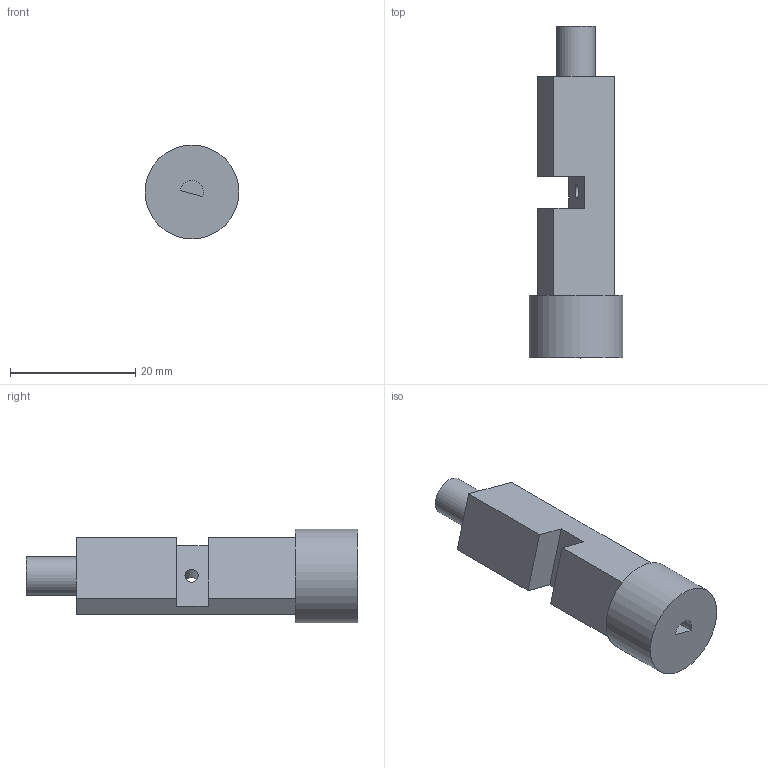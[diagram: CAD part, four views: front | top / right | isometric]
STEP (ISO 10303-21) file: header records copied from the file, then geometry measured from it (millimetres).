
FILE_DESCRIPTION(/* description */ (''),/* implementation_level */ '2;1');
FILE_NAME(/* name */ 'Vectrex Lunar Lander Controller - Joystick Pot v4.step',/* time_stamp */ '2024-02-25T18:51:24Z',/* author */ (''),/* organization */ (''),/* preprocessor_version */ 'ST-DEVELOPER v20',/* originating_system */ 'Autodesk Translation Framework v12.20.1.177',/* authorisation */ '');
FILE_SCHEMA (('AUTOMOTIVE_DESIGN { 1 0 10303 214 3 1 1 }'));
Length unit declared in the file: millimetre
Products named in the file (2): Vectrex Lunar Lander Controller - Joystick Pot; Pivot Bar
Assembly tree (1 placements, depth 2):
  Vectrex Lunar Lander Controller - Joystick Pot
    Pivot Bar
Bounding box: 14.94 x 53 x 14.94 mm (x, y, z)
Volume: 5177.6 mm3; surface area: 2534.3 mm2
Topology: 1 solids, 1 shells, 18 faces, 39 edges, 26 vertices
Faces by surface type: plane 14, cylinder 4
Full cylindrical faces by diameter (mm): 2.1 x1, 6.15 x1, 15 x1
Entity records: 548 total; most frequent: DIRECTION 89, CARTESIAN_POINT 86, ORIENTED_EDGE 78, EDGE_CURVE 39, LINE 31, VECTOR 31, AXIS2_PLACEMENT_3D 29, VERTEX_POINT 26
